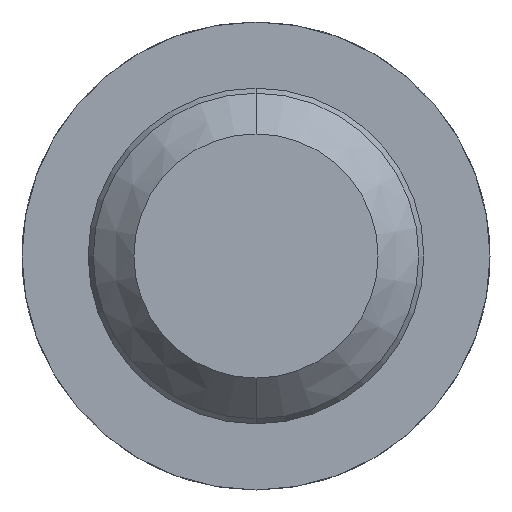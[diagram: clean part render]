
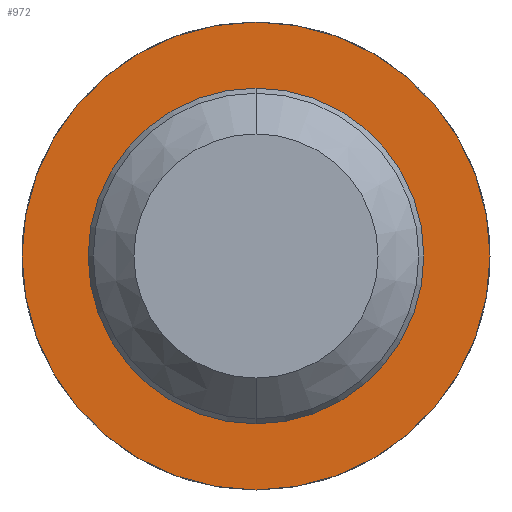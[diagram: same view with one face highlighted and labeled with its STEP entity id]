
A CAD part, front view. The second image highlights one B-rep face of the part: STEP entity #972.
In plain terms, the highlighted planar face has unit normal (0, -1, 0).
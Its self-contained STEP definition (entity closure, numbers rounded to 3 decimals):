
#26 = DIRECTION ( 'NONE',  ( 0., 0., -1. ) ) ;
#65 = VERTEX_POINT ( 'NONE', #2390 ) ;
#107 = VERTEX_POINT ( 'NONE', #984 ) ;
#341 = ORIENTED_EDGE ( 'NONE', *, *, #1024, .F. ) ;
#490 = DIRECTION ( 'NONE',  ( 0., -1., 0. ) ) ;
#702 = CIRCLE ( 'NONE', #3849, 1.15 ) ;
#794 = DIRECTION ( 'NONE',  ( 0., 0., -1. ) ) ;
#800 = FACE_OUTER_BOUND ( 'NONE', #1539, .T. ) ;
#882 = CARTESIAN_POINT ( 'NONE',  ( 0., 11., 0. ) ) ;
#957 = ORIENTED_EDGE ( 'NONE', *, *, #3397, .T. ) ;
#972 = ADVANCED_FACE ( 'Defeature ausgef�hrt2_8', ( #800, #3550 ), #2777, .T. ) ;
#983 = CARTESIAN_POINT ( 'NONE',  ( 0., 11., 0.825 ) ) ;
#984 = CARTESIAN_POINT ( 'NONE',  ( 0., 11., 1.15 ) ) ;
#998 = CARTESIAN_POINT ( 'NONE',  ( 0., 11., 0. ) ) ;
#1024 = EDGE_CURVE ( 'Defeature ausgef�hrt2_7+Defeature ausgef�hrt2_8+Defeature ausgef�hrt2_8+Defeature ausgef�hrt2_8', #1319, #65, #1028, .T. ) ;
#1028 = CIRCLE ( 'NONE', #2455, 0.825 ) ;
#1319 = VERTEX_POINT ( 'NONE', #983 ) ;
#1539 = EDGE_LOOP ( 'NONE', ( #957, #2558 ) ) ;
#1547 = DIRECTION ( 'NONE',  ( 0., -1., 0. ) ) ;
#1581 = VERTEX_POINT ( 'NONE', #3793 ) ;
#1714 = ORIENTED_EDGE ( 'NONE', *, *, #2824, .F. ) ;
#1778 = EDGE_CURVE ( 'Defeature ausgef�hrt2_8+Defeature ausgef�hrt2_9+Defeature ausgef�hrt2_9+Defeature ausgef�hrt2_9', #107, #1581, #1958, .T. ) ;
#1958 = CIRCLE ( 'NONE', #2853, 1.15 ) ;
#1961 = CARTESIAN_POINT ( 'NONE',  ( 0., 11., 0. ) ) ;
#1984 = DIRECTION ( 'NONE',  ( 0., -1., 0. ) ) ;
#2294 = CARTESIAN_POINT ( 'NONE',  ( 0., 11., 0. ) ) ;
#2306 = EDGE_LOOP ( 'NONE', ( #1714, #341 ) ) ;
#2390 = CARTESIAN_POINT ( 'NONE',  ( 0., 11., -0.825 ) ) ;
#2455 = AXIS2_PLACEMENT_3D ( 'NONE', #2294, #490, #3810 ) ;
#2458 = DIRECTION ( 'NONE',  ( 0., 0., -1. ) ) ;
#2517 = CIRCLE ( 'NONE', #2832, 0.825 ) ;
#2558 = ORIENTED_EDGE ( 'NONE', *, *, #1778, .T. ) ;
#2777 = PLANE ( 'NONE',  #3622 ) ;
#2824 = EDGE_CURVE ( 'Defeature ausgef�hrt2_7+Defeature ausgef�hrt2_8+Defeature ausgef�hrt2_8+Defeature ausgef�hrt2_8', #65, #1319, #2517, .T. ) ;
#2832 = AXIS2_PLACEMENT_3D ( 'NONE', #998, #1547, #2458 ) ;
#2853 = AXIS2_PLACEMENT_3D ( 'NONE', #1961, #3498, #794 ) ;
#3333 = DIRECTION ( 'NONE',  ( 0., -1., 0. ) ) ;
#3397 = EDGE_CURVE ( 'Defeature ausgef�hrt2_8+Defeature ausgef�hrt2_9+Defeature ausgef�hrt2_9+Defeature ausgef�hrt2_9', #1581, #107, #702, .T. ) ;
#3410 = CARTESIAN_POINT ( 'NONE',  ( 0.825, 11., 0. ) ) ;
#3495 = DIRECTION ( 'NONE',  ( 0., 0., -1. ) ) ;
#3498 = DIRECTION ( 'NONE',  ( 0., -1., 0. ) ) ;
#3550 = FACE_BOUND ( 'NONE', #2306, .T. ) ;
#3622 = AXIS2_PLACEMENT_3D ( 'NONE', #3410, #1984, #3495 ) ;
#3793 = CARTESIAN_POINT ( 'NONE',  ( 0., 11., -1.15 ) ) ;
#3810 = DIRECTION ( 'NONE',  ( 0., 0., -1. ) ) ;
#3849 = AXIS2_PLACEMENT_3D ( 'NONE', #882, #3333, #26 ) ;
